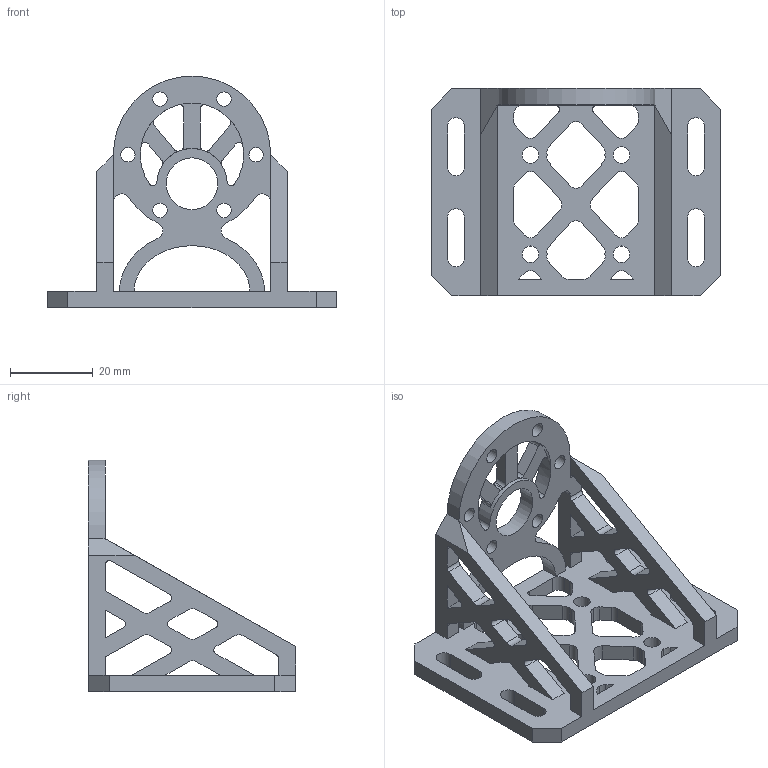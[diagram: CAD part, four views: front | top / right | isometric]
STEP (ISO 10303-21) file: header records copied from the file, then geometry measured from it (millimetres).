
FILE_DESCRIPTION(('FreeCAD Model'),'2;1');
FILE_NAME('Motor.stp', '2019-01-14T14:15:48',('Author'),(''), 'Open CASCADE STEP processor 6.8','FreeCAD','Unknown');
FILE_SCHEMA(('AUTOMOTIVE_DESIGN_CC2 { 1 2 10303 214 -1 1 5 4 }'));
Length unit declared in the file: millimetre
Products named in the file (1): Motor
Bounding box: 70 x 50 x 56 mm (x, y, z)
Volume: 18835.9 mm3; surface area: 15546 mm2
Topology: 1 solids, 1 shells, 238 faces, 763 edges, 511 vertices
Faces by surface type: cylinder 126, plane 109, bspline 3
Full cylindrical faces by diameter (mm): 3.5 x6, 4 x4, 12.5 x1
Entity records: 30382 total; most frequent: CARTESIAN_POINT 15971, DIRECTION 2471, ORIENTED_EDGE 1526, PCURVE 1526, DEFINITIONAL_REPRESENTATION 1526, LINE 1187, VECTOR 1187, EDGE_CURVE 763
